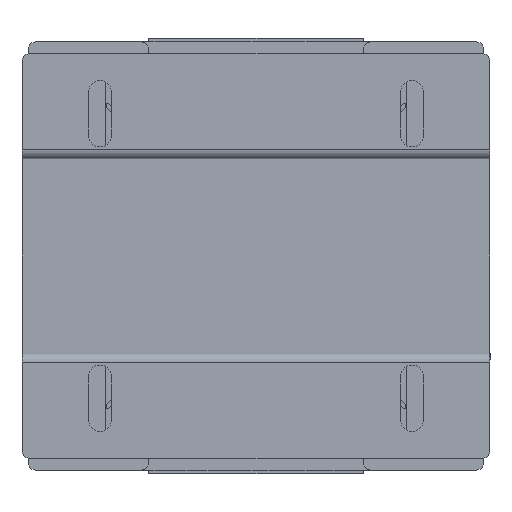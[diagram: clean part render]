
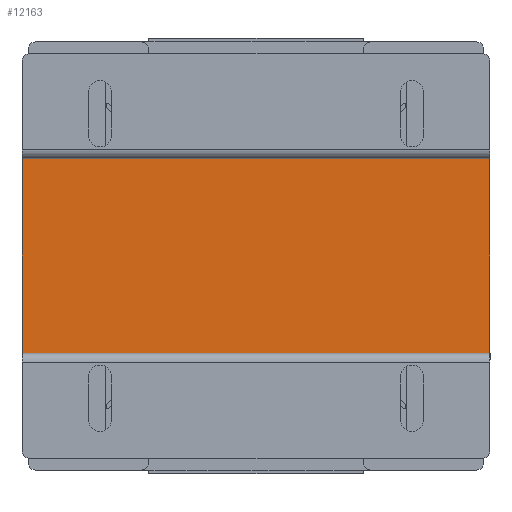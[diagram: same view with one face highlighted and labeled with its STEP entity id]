
A CAD part, front view. The second image highlights one B-rep face of the part: STEP entity #12163.
In plain terms, the highlighted planar face has unit normal (0, -1, 0).
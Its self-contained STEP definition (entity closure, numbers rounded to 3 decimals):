
#8074 = EDGE_CURVE ( 'NONE', #50972, #25445, #122955, .T. ) ;
#8865 = DIRECTION ( 'NONE',  ( 0., 0., -1. ) ) ;
#12163 = ADVANCED_FACE ( 'NONE', ( #141054 ), #58497, .F. ) ;
#25445 = VERTEX_POINT ( 'NONE', #111354 ) ;
#27454 = ORIENTED_EDGE ( 'NONE', *, *, #55248, .T. ) ;
#31198 = ORIENTED_EDGE ( 'NONE', *, *, #64921, .F. ) ;
#32566 = CARTESIAN_POINT ( 'NONE',  ( 109.961, 7.123, 68.227 ) ) ;
#38310 = EDGE_LOOP ( 'NONE', ( #138269, #31198, #54821, #27454 ) ) ;
#38854 = CARTESIAN_POINT ( 'NONE',  ( 109.961, 7.123, 68.227 ) ) ;
#39722 = EDGE_CURVE ( 'NONE', #90061, #83839, #131342, .T. ) ;
#41132 = DIRECTION ( 'NONE',  ( 1., 0., 0. ) ) ;
#46280 = DIRECTION ( 'NONE',  ( 0., 0., -1. ) ) ;
#50972 = VERTEX_POINT ( 'NONE', #62866 ) ;
#51037 = DIRECTION ( 'NONE',  ( 1., 0., 0. ) ) ;
#51606 = DIRECTION ( 'NONE',  ( 0., 1., 0. ) ) ;
#54821 = ORIENTED_EDGE ( 'NONE', *, *, #8074, .F. ) ;
#55248 = EDGE_CURVE ( 'NONE', #50972, #90061, #125867, .T. ) ;
#58497 = PLANE ( 'NONE',  #94628 ) ;
#62228 = DIRECTION ( 'NONE',  ( -1., 0., 0. ) ) ;
#62866 = CARTESIAN_POINT ( 'NONE',  ( -10.039, 7.123, 118.011 ) ) ;
#64921 = EDGE_CURVE ( 'NONE', #25445, #83839, #114292, .T. ) ;
#65429 = CARTESIAN_POINT ( 'NONE',  ( 109.961, 7.123, 118.011 ) ) ;
#73564 = CARTESIAN_POINT ( 'NONE',  ( 109.961, 7.123, 118.011 ) ) ;
#81933 = CARTESIAN_POINT ( 'NONE',  ( -10.039, 7.123, 118.011 ) ) ;
#83839 = VERTEX_POINT ( 'NONE', #32566 ) ;
#90061 = VERTEX_POINT ( 'NONE', #149703 ) ;
#94628 = AXIS2_PLACEMENT_3D ( 'NONE', #73564, #51606, #62228 ) ;
#104338 = CARTESIAN_POINT ( 'NONE',  ( 109.961, 7.123, 118.011 ) ) ;
#111354 = CARTESIAN_POINT ( 'NONE',  ( 109.961, 7.123, 118.011 ) ) ;
#114292 = LINE ( 'NONE', #104338, #131224 ) ;
#122955 = LINE ( 'NONE', #65429, #131427 ) ;
#125867 = LINE ( 'NONE', #81933, #148100 ) ;
#131224 = VECTOR ( 'NONE', #8865, 1000. ) ;
#131342 = LINE ( 'NONE', #38854, #146941 ) ;
#131427 = VECTOR ( 'NONE', #41132, 1000. ) ;
#138269 = ORIENTED_EDGE ( 'NONE', *, *, #39722, .T. ) ;
#141054 = FACE_OUTER_BOUND ( 'NONE', #38310, .T. ) ;
#146941 = VECTOR ( 'NONE', #51037, 1000. ) ;
#148100 = VECTOR ( 'NONE', #46280, 1000. ) ;
#149703 = CARTESIAN_POINT ( 'NONE',  ( -10.039, 7.123, 68.227 ) ) ;
